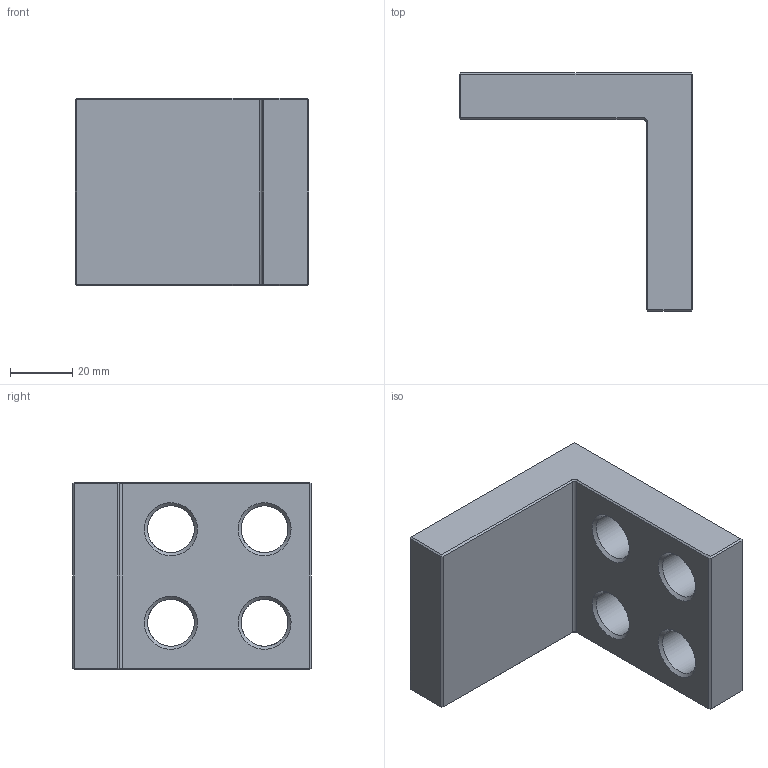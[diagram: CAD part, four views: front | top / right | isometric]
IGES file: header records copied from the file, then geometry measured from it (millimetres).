
Global section: file name: SZ1407N_A; native system: Autodesk Inventor 2015; preprocessor: unknown; author: C.Hanke; date: 20151119.100435; units: millimetre
Bounding box: 75 x 76.5 x 60 mm (x, y, z)
Volume: 111948.7 mm3; surface area: 23189.1 mm2
Topology: 1 solids, 1 shells, 50 faces, 106 edges, 58 vertices
Faces by surface type: bspline 50
